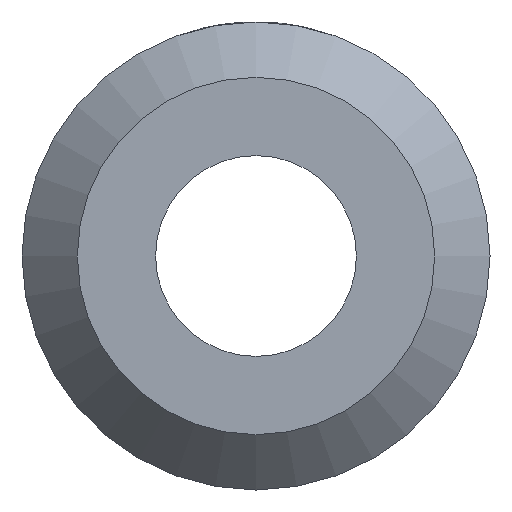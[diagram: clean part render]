
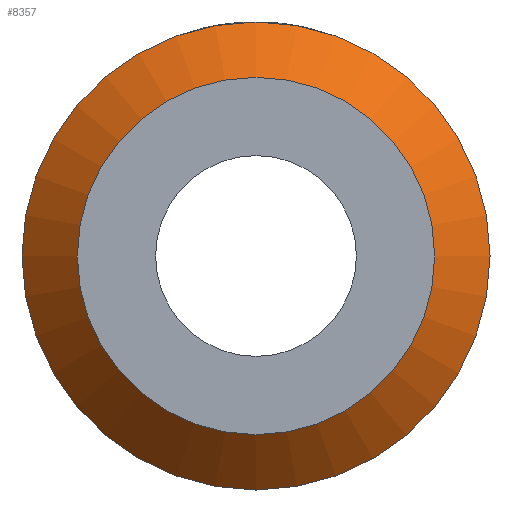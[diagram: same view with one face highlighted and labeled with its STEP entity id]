
A CAD part, left-side view. The second image highlights one B-rep face of the part: STEP entity #8357.
In plain terms, the highlighted conical face has half-angle 45 degrees and reference radius 25.4 mm.
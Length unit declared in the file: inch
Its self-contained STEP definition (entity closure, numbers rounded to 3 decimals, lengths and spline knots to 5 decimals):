
#8202=CARTESIAN_POINT('',(0.0775,0.3275,0.));
#8203=VERTEX_POINT('',#8202);
#8204=CARTESIAN_POINT('',(0.0775,0.0,0.0));
#8205=DIRECTION('',(-1.0,0.0,0.0));
#8206=DIRECTION('',(0.0,-1.0,0.0));
#8207=AXIS2_PLACEMENT_3D('',#8204,#8205,#8206);
#8208=CIRCLE('',#8207,0.3275);
#8209=EDGE_CURVE('',#8203,#8203,#8208,.T.);
#8338=CARTESIAN_POINT('',(0.75,0.0,0.0));
#8339=DIRECTION('',(1.0,0.0,0.0));
#8340=DIRECTION('',(0.0,-1.0,0.0));
#8341=AXIS2_PLACEMENT_3D('',#8338,#8339,#8340);
#8342=CONICAL_SURFACE('',#8341,1.0,45.);
#8343=CARTESIAN_POINT('',(0.,0.25,0.));
#8344=VERTEX_POINT('',#8343);
#8345=CARTESIAN_POINT('',(0.,0.0,0.0));
#8346=DIRECTION('',(1.0,0.0,0.0));
#8347=DIRECTION('',(0.0,-1.0,0.0));
#8348=AXIS2_PLACEMENT_3D('',#8345,#8346,#8347);
#8349=CIRCLE('',#8348,0.25);
#8350=EDGE_CURVE('',#8344,#8344,#8349,.T.);
#8351=ORIENTED_EDGE('',*,*,#8350,.T.);
#8352=EDGE_LOOP('',(#8351));
#8353=FACE_OUTER_BOUND('',#8352,.T.);
#8354=ORIENTED_EDGE('',*,*,#8209,.T.);
#8355=EDGE_LOOP('',(#8354));
#8356=FACE_BOUND('',#8355,.T.);
#8357=ADVANCED_FACE('',(#8353,#8356),#8342,.T.);
